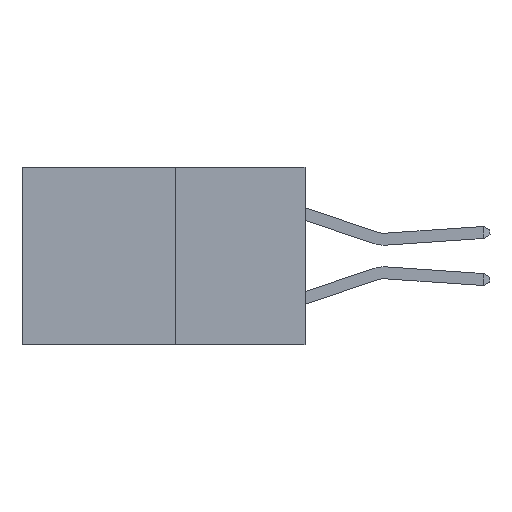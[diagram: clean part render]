
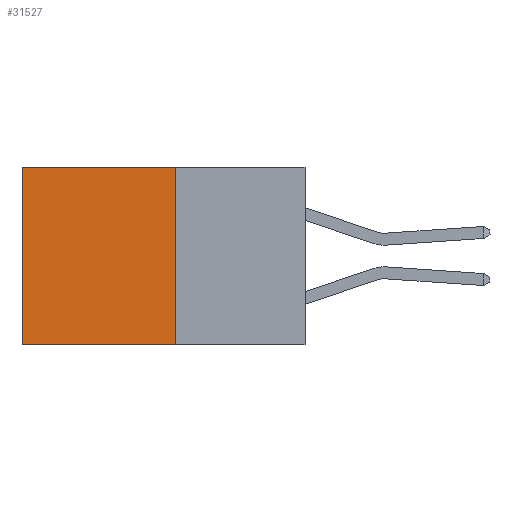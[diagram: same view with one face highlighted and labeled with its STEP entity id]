
A CAD part, left-side view. The second image highlights one B-rep face of the part: STEP entity #31527.
In plain terms, the highlighted planar face has unit normal (-1, 0, 0).
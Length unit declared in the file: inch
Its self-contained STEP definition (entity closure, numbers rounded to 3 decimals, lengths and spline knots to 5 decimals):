
#703 = CARTESIAN_POINT ( 'NONE',  ( 0.277, 0.27, -0.37 ) ) ;
#1458 = CARTESIAN_POINT ( 'NONE',  ( 0.277, 0.27, -0.37 ) ) ;
#2447 = DIRECTION ( 'NONE',  ( 0., 0., -1. ) ) ;
#6813 = CARTESIAN_POINT ( 'NONE',  ( 0.277, 0.59, -0.37 ) ) ;
#7101 = CARTESIAN_POINT ( 'NONE',  ( 0.277, 0.27, 0. ) ) ;
#7641 = CARTESIAN_POINT ( 'NONE',  ( 0.277, 0.27, -0.37 ) ) ;
#7675 = VECTOR ( 'NONE', #10904, 39.37008 ) ;
#8217 = CARTESIAN_POINT ( 'NONE',  ( 0.277, 0.59, -0.37 ) ) ;
#8933 = EDGE_CURVE ( 'NONE', #10974, #18868, #24802, .T. ) ;
#10203 = VERTEX_POINT ( 'NONE', #6813 ) ;
#10305 = CARTESIAN_POINT ( 'NONE',  ( 0.277, 0.27, 0. ) ) ;
#10592 = EDGE_CURVE ( 'NONE', #18868, #10203, #28764, .T. ) ;
#10904 = DIRECTION ( 'NONE',  ( 0., 0., -1. ) ) ;
#10974 = VERTEX_POINT ( 'NONE', #7101 ) ;
#12380 = VECTOR ( 'NONE', #26101, 39.37008 ) ;
#13005 = FACE_OUTER_BOUND ( 'NONE', #30282, .T. ) ;
#13819 = CARTESIAN_POINT ( 'NONE',  ( 0.277, 0.59, 0. ) ) ;
#13910 = VECTOR ( 'NONE', #23546, 39.37008 ) ;
#18211 = AXIS2_PLACEMENT_3D ( 'NONE', #34187, #18488, #2447 ) ;
#18488 = DIRECTION ( 'NONE',  ( 1., 0., 0. ) ) ;
#18868 = VERTEX_POINT ( 'NONE', #13819 ) ;
#20081 = VECTOR ( 'NONE', #24757, 39.37008 ) ;
#21052 = EDGE_CURVE ( 'NONE', #10974, #33520, #27922, .T. ) ;
#23546 = DIRECTION ( 'NONE',  ( 0., 0., -1. ) ) ;
#24757 = DIRECTION ( 'NONE',  ( 0., 1., 0. ) ) ;
#24802 = LINE ( 'NONE', #10305, #12380 ) ;
#25083 = ORIENTED_EDGE ( 'NONE', *, *, #29194, .F. ) ;
#25813 = ORIENTED_EDGE ( 'NONE', *, *, #21052, .F. ) ;
#26101 = DIRECTION ( 'NONE',  ( 0., 1., 0. ) ) ;
#26127 = ORIENTED_EDGE ( 'NONE', *, *, #8933, .T. ) ;
#27072 = LINE ( 'NONE', #703, #20081 ) ;
#27922 = LINE ( 'NONE', #7641, #13910 ) ;
#28764 = LINE ( 'NONE', #8217, #7675 ) ;
#28876 = ORIENTED_EDGE ( 'NONE', *, *, #10592, .T. ) ;
#28931 = PLANE ( 'NONE',  #18211 ) ;
#29194 = EDGE_CURVE ( 'NONE', #33520, #10203, #27072, .T. ) ;
#30282 = EDGE_LOOP ( 'NONE', ( #28876, #25083, #25813, #26127 ) ) ;
#31527 = ADVANCED_FACE ( 'NONE', ( #13005 ), #28931, .F. ) ;
#33520 = VERTEX_POINT ( 'NONE', #1458 ) ;
#34187 = CARTESIAN_POINT ( 'NONE',  ( 0.277, 0.27, -0.37 ) ) ;
